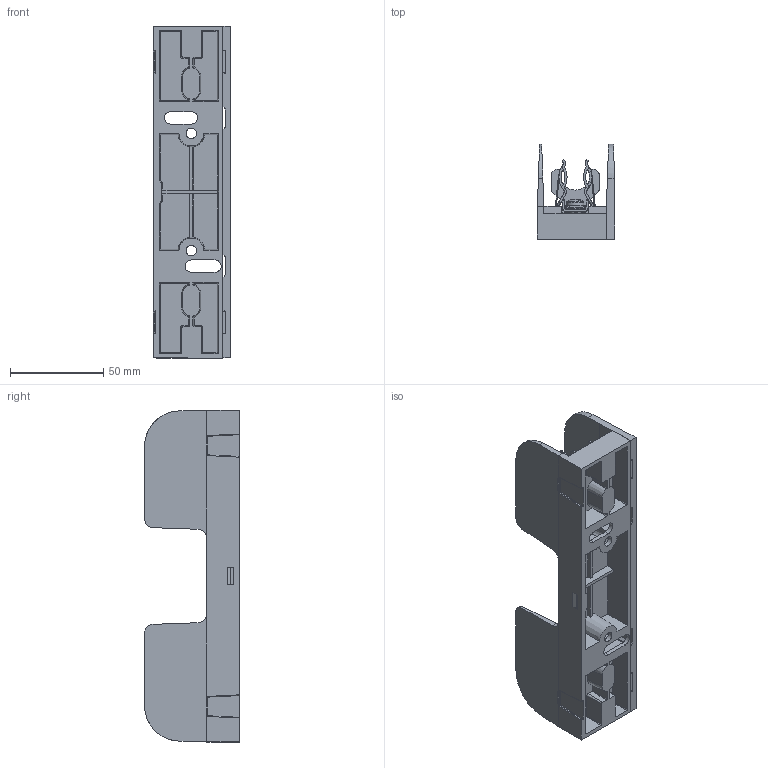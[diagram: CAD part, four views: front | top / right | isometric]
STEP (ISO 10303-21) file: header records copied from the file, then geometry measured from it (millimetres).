
FILE_DESCRIPTION (( 'STEP AP214' ), '1' );
FILE_NAME ('702234rev-.STEP', '2018-07-16T16:53:35', ( '' ), ( '' ), 'SwSTEP 2.0', 'SolidWorks 2017', '' );
FILE_SCHEMA (( 'AUTOMOTIVE_DESIGN' ));
Length unit declared in the file: inch
Products named in the file (1): 702234rev-
Bounding box: 41.33 x 50.8 x 177.8 mm (x, y, z)
Volume: 85839.9 mm3; surface area: 71139.8 mm2
Topology: 13 solids, 13 shells, 1105 faces, 2894 edges, 1799 vertices
Faces by surface type: plane 653, cylinder 287, cone 109, bspline 34, torus 20, sphere 2
Full cylindrical faces by diameter (mm): 4.039 x2, 4.826 x2, 5.537 x2, 6.071 x2, 9.271 x2, 9.474 x2
Entity records: 52032 total; most frequent: CARTESIAN_POINT 11617, ORIENTED_EDGE 5544, DIRECTION 5112, EDGE_CURVE 2772, VERTEX_POINT 1783, LINE 1762, VECTOR 1762, AXIS2_PLACEMENT_3D 1675
